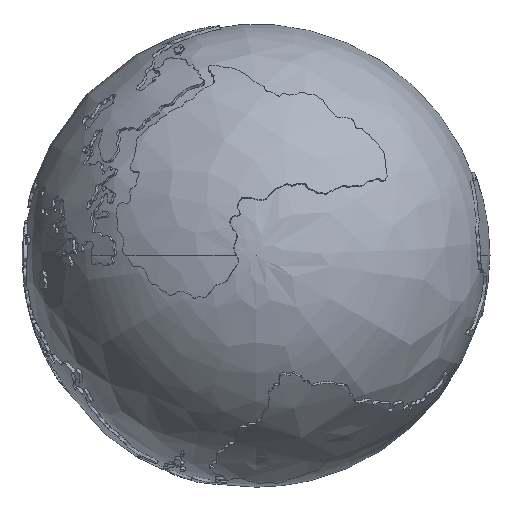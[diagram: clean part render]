
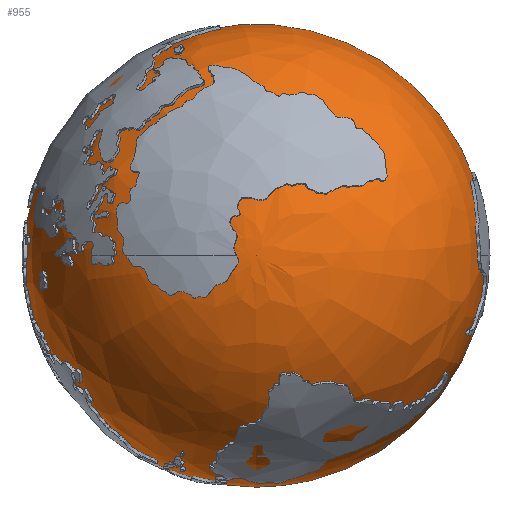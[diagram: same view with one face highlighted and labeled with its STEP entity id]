
A CAD part, left-side view. The second image highlights one B-rep face of the part: STEP entity #955.
In plain terms, the highlighted free-form (B-spline) face has degree [2, 2] with [7, 3] control points.
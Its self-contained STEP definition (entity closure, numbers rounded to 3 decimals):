
#955 = ADVANCED_FACE('',(#956),#998,.T.);
#956 = FACE_BOUND('',#957,.T.);
#957 = EDGE_LOOP('',(#958,#968,#981,#982,#990));
#958 = ORIENTED_EDGE('',*,*,#959,.F.);
#959 = EDGE_CURVE('',#960,#962,#964,.T.);
#960 = VERTEX_POINT('',#961);
#961 = CARTESIAN_POINT('',(0.,0.,-49.069));
#962 = VERTEX_POINT('',#963);
#963 = CARTESIAN_POINT('',(0.,49.069,0.));
#964 = ( BOUNDED_CURVE() B_SPLINE_CURVE(2,(#965,#966,#967),
.UNSPECIFIED.,.F.,.F.) B_SPLINE_CURVE_WITH_KNOTS((3,3),(6.283,
7.854),.PIECEWISE_BEZIER_KNOTS.) CURVE() 
GEOMETRIC_REPRESENTATION_ITEM() RATIONAL_B_SPLINE_CURVE((1.,
0.707,1.)) REPRESENTATION_ITEM('') );
#965 = CARTESIAN_POINT('',(0.,0.,-49.069));
#966 = CARTESIAN_POINT('',(0.,49.069,-49.069));
#967 = CARTESIAN_POINT('',(0.,49.069,0.));
#968 = ORIENTED_EDGE('',*,*,#969,.T.);
#969 = EDGE_CURVE('',#960,#970,#972,.T.);
#970 = VERTEX_POINT('',#971);
#971 = CARTESIAN_POINT('',(-49.069,0.,
    0.));
#972 = B_SPLINE_CURVE_WITH_KNOTS('',7,(#973,#974,#975,#976,#977,#978,
    #979,#980),.UNSPECIFIED.,.F.,.F.,(8,8),(0.,1.571),
  .PIECEWISE_BEZIER_KNOTS.);
#973 = CARTESIAN_POINT('',(0.,0.,-49.069));
#974 = CARTESIAN_POINT('',(-11.011,0.,-49.069));
#975 = CARTESIAN_POINT('',(-22.022,0.,-46.187));
#976 = CARTESIAN_POINT('',(-32.128,0.,-40.421));
#977 = CARTESIAN_POINT('',(-40.421,0.,-32.128));
#978 = CARTESIAN_POINT('',(-46.187,0.,-22.022));
#979 = CARTESIAN_POINT('',(-49.069,0.,-11.011));
#980 = CARTESIAN_POINT('',(-49.069,0.,0.));
#981 = ORIENTED_EDGE('',*,*,#969,.F.);
#982 = ORIENTED_EDGE('',*,*,#983,.F.);
#983 = EDGE_CURVE('',#984,#960,#986,.T.);
#984 = VERTEX_POINT('',#985);
#985 = CARTESIAN_POINT('',(0.,-49.069,0.));
#986 = ( BOUNDED_CURVE() B_SPLINE_CURVE(2,(#987,#988,#989),
.UNSPECIFIED.,.F.,.F.) B_SPLINE_CURVE_WITH_KNOTS((3,3),(4.712,
6.283),.PIECEWISE_BEZIER_KNOTS.) CURVE() 
GEOMETRIC_REPRESENTATION_ITEM() RATIONAL_B_SPLINE_CURVE((1.,
0.707,1.)) REPRESENTATION_ITEM('') );
#987 = CARTESIAN_POINT('',(0.,-49.069,0.));
#988 = CARTESIAN_POINT('',(0.,-49.069,-49.069));
#989 = CARTESIAN_POINT('',(0.,0.,-49.069));
#990 = ORIENTED_EDGE('',*,*,#991,.T.);
#991 = EDGE_CURVE('',#984,#962,#992,.T.);
#992 = ( BOUNDED_CURVE() B_SPLINE_CURVE(2,(#993,#994,#995,#996,#997),
.UNSPECIFIED.,.F.,.F.) B_SPLINE_CURVE_WITH_KNOTS((3,2,3),(4.712
,6.283,7.854),.PIECEWISE_BEZIER_KNOTS.) CURVE() 
GEOMETRIC_REPRESENTATION_ITEM() RATIONAL_B_SPLINE_CURVE((1.,
0.707,1.,0.707,1.)) REPRESENTATION_ITEM('') );
#993 = CARTESIAN_POINT('',(0.,-49.069,
    0.));
#994 = CARTESIAN_POINT('',(0.,-49.069,
    49.069));
#995 = CARTESIAN_POINT('',(0.,0.,
    49.069));
#996 = CARTESIAN_POINT('',(0.,49.069,
    49.069));
#997 = CARTESIAN_POINT('',(0.,49.069,
    0.));
#998 = ( BOUNDED_SURFACE() B_SPLINE_SURFACE(2,2,(
    (#999,#1000,#1001)
    ,(#1002,#1003,#1004)
    ,(#1005,#1006,#1007)
    ,(#1008,#1009,#1010)
    ,(#1011,#1012,#1013)
    ,(#1014,#1015,#1016)
    ,(#1017,#1018,#1019
)),.UNSPECIFIED.,.T.,.F.,.F.) B_SPLINE_SURFACE_WITH_KNOTS((1,2,2,2,2,1),
  (3,3),(-2.094,0.,2.094,4.189,6.283,
    8.378),(0.,1.571),.UNSPECIFIED.) 
GEOMETRIC_REPRESENTATION_ITEM() RATIONAL_B_SPLINE_SURFACE((
    (1.,0.707,1.)
    ,(0.5,0.354,0.5)
    ,(1.,0.707,1.)
    ,(0.5,0.354,0.5)
    ,(1.,0.707,1.)
    ,(0.5,0.354,0.5)
,(1.,0.707,1.))) REPRESENTATION_ITEM('') SURFACE() );
#999 = CARTESIAN_POINT('',(0.,0.,-49.069));
#1000 = CARTESIAN_POINT('',(-49.069,0.,-49.069));
#1001 = CARTESIAN_POINT('',(-49.069,0.,0.));
#1002 = CARTESIAN_POINT('',(0.,-84.991,
    -49.069));
#1003 = CARTESIAN_POINT('',(-49.069,-84.991,
    -49.069));
#1004 = CARTESIAN_POINT('',(-49.069,0.,
    0.));
#1005 = CARTESIAN_POINT('',(0.,-42.495,
    24.535));
#1006 = CARTESIAN_POINT('',(-49.069,-42.495,
    24.535));
#1007 = CARTESIAN_POINT('',(-49.069,0.,
    0.));
#1008 = CARTESIAN_POINT('',(0.,0.,
    98.139));
#1009 = CARTESIAN_POINT('',(-49.069,0.,
    98.139));
#1010 = CARTESIAN_POINT('',(-49.069,0.,
    0.));
#1011 = CARTESIAN_POINT('',(0.,42.495,
    24.535));
#1012 = CARTESIAN_POINT('',(-49.069,42.495,
    24.535));
#1013 = CARTESIAN_POINT('',(-49.069,0.,
    0.));
#1014 = CARTESIAN_POINT('',(0.,84.991,
    -49.069));
#1015 = CARTESIAN_POINT('',(-49.069,84.991,
    -49.069));
#1016 = CARTESIAN_POINT('',(-49.069,0.,
    0.));
#1017 = CARTESIAN_POINT('',(0.,0.,-49.069));
#1018 = CARTESIAN_POINT('',(-49.069,0.,-49.069));
#1019 = CARTESIAN_POINT('',(-49.069,0.,0.));
